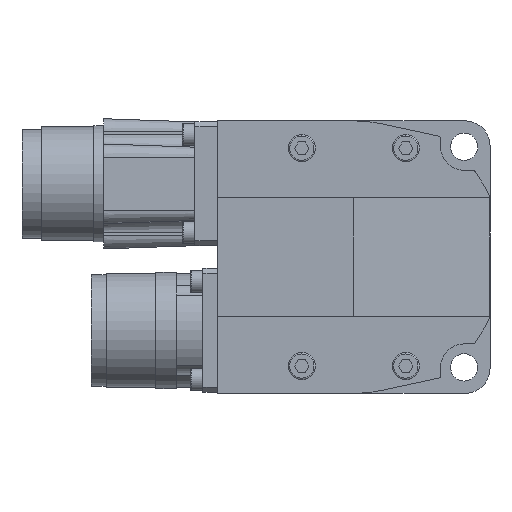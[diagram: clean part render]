
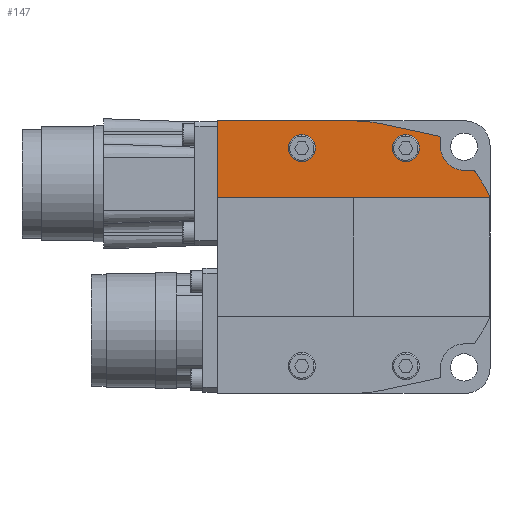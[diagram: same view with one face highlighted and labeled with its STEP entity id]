
A CAD part, left-side view. The second image highlights one B-rep face of the part: STEP entity #147.
In plain terms, the highlighted planar face has unit normal (-1, 0, 0).
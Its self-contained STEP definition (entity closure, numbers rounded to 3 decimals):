
#147=ADVANCED_FACE('',(#569,#570,#571),#572,.T.);
#569=FACE_OUTER_BOUND('',#1357,.T.);
#570=FACE_BOUND('',#1358,.T.);
#571=FACE_BOUND('',#1359,.T.);
#572=PLANE('',#1360);
#1357=EDGE_LOOP('',(#2450,#2451,#2452,#2453,#2454,#2455,#2456,#2457,#2458,#2459,#2460,#2461));
#1358=EDGE_LOOP('',(#2462,#2463));
#1359=EDGE_LOOP('',(#2464,#2465));
#1360=AXIS2_PLACEMENT_3D('',#2466,#2467,#2468);
#2450=ORIENTED_EDGE('',*,*,#5006,.T.);
#2451=ORIENTED_EDGE('',*,*,#5013,.F.);
#2452=ORIENTED_EDGE('',*,*,#5014,.F.);
#2453=ORIENTED_EDGE('',*,*,#5015,.F.);
#2454=ORIENTED_EDGE('',*,*,#5016,.F.);
#2455=ORIENTED_EDGE('',*,*,#5017,.F.);
#2456=ORIENTED_EDGE('',*,*,#5018,.F.);
#2457=ORIENTED_EDGE('',*,*,#5019,.F.);
#2458=ORIENTED_EDGE('',*,*,#5020,.F.);
#2459=ORIENTED_EDGE('',*,*,#5021,.F.);
#2460=ORIENTED_EDGE('',*,*,#5022,.F.);
#2461=ORIENTED_EDGE('',*,*,#5008,.F.);
#2462=ORIENTED_EDGE('',*,*,#4883,.T.);
#2463=ORIENTED_EDGE('',*,*,#4923,.T.);
#2464=ORIENTED_EDGE('',*,*,#4892,.T.);
#2465=ORIENTED_EDGE('',*,*,#4920,.T.);
#2466=CARTESIAN_POINT('',(-7.0,0.0,0.0));
#2467=DIRECTION('',(-1.0,0.0,0.0));
#2468=DIRECTION('',(0.0,0.0,1.0));
#4883=EDGE_CURVE('',#5764,#5762,#5765,.T.);
#4892=EDGE_CURVE('',#5781,#5779,#5782,.T.);
#4920=EDGE_CURVE('',#5779,#5781,#5827,.T.);
#4923=EDGE_CURVE('',#5762,#5764,#5830,.T.);
#5006=EDGE_CURVE('',#5968,#5960,#5969,.T.);
#5008=EDGE_CURVE('',#5968,#5971,#5972,.T.);
#5013=EDGE_CURVE('',#5980,#5960,#5981,.T.);
#5014=EDGE_CURVE('',#5982,#5980,#5983,.T.);
#5015=EDGE_CURVE('',#5984,#5982,#5985,.T.);
#5016=EDGE_CURVE('',#5986,#5984,#5987,.T.);
#5017=EDGE_CURVE('',#5988,#5986,#5989,.T.);
#5018=EDGE_CURVE('',#5990,#5988,#5991,.T.);
#5019=EDGE_CURVE('',#5992,#5990,#5993,.T.);
#5020=EDGE_CURVE('',#5994,#5992,#5995,.T.);
#5021=EDGE_CURVE('',#5996,#5994,#5997,.T.);
#5022=EDGE_CURVE('',#5971,#5996,#5998,.T.);
#5762=VERTEX_POINT('',#7214);
#5764=VERTEX_POINT('',#7217);
#5765=CIRCLE('',#7218,2.75);
#5779=VERTEX_POINT('',#7233);
#5781=VERTEX_POINT('',#7236);
#5782=CIRCLE('',#7237,2.75);
#5827=CIRCLE('',#7287,2.75);
#5830=CIRCLE('',#7290,2.75);
#5960=VERTEX_POINT('',#7496);
#5968=VERTEX_POINT('',#7509);
#5969=LINE('',#7510,#7511);
#5971=VERTEX_POINT('',#7514);
#5972=LINE('',#7515,#7516);
#5980=VERTEX_POINT('',#7528);
#5981=LINE('',#7529,#7530);
#5982=VERTEX_POINT('',#7531);
#5983=CIRCLE('',#7532,30.);
#5984=VERTEX_POINT('',#7533);
#5985=CIRCLE('',#7534,0.5);
#5986=VERTEX_POINT('',#7535);
#5987=LINE('',#7536,#7537);
#5988=VERTEX_POINT('',#7538);
#5989=CIRCLE('',#7539,4.75);
#5990=VERTEX_POINT('',#7540);
#5991=LINE('',#7541,#7542);
#5992=VERTEX_POINT('',#7543);
#5993=CIRCLE('',#7544,0.5);
#5994=VERTEX_POINT('',#7545);
#5995=LINE('',#7546,#7547);
#5996=VERTEX_POINT('',#7548);
#5997=CIRCLE('',#7549,27.5);
#5998=LINE('',#7550,#7551);
#7214=CARTESIAN_POINT('',(-7.0,-7.75,22.0));
#7217=CARTESIAN_POINT('',(-7.0,-13.25,22.0));
#7218=AXIS2_PLACEMENT_3D('',#9135,#9136,#9137);
#7233=CARTESIAN_POINT('',(-7.0,13.25,22.0));
#7236=CARTESIAN_POINT('',(-7.0,7.75,22.0));
#7237=AXIS2_PLACEMENT_3D('',#9158,#9159,#9160);
#7287=AXIS2_PLACEMENT_3D('',#9232,#9233,#9234);
#7290=AXIS2_PLACEMENT_3D('',#9241,#9242,#9243);
#7496=CARTESIAN_POINT('',(-7.0,-27.5,11.97));
#7509=CARTESIAN_POINT('',(-7.0,27.5,11.97));
#7510=CARTESIAN_POINT('',(-7.0,0.0,11.97));
#7511=VECTOR('',#9328,1.0);
#7514=CARTESIAN_POINT('',(-7.0,27.5,27.5));
#7515=CARTESIAN_POINT('',(-7.0,27.5,27.5));
#7516=VECTOR('',#9330,1.0);
#7528=CARTESIAN_POINT('',(-7.0,-27.5,11.99));
#7529=CARTESIAN_POINT('',(-7.0,-27.5,-11.99));
#7530=VECTOR('',#9335,1.0);
#7531=CARTESIAN_POINT('',(-7.0,-24.501,17.312));
#7532=AXIS2_PLACEMENT_3D('',#9336,#9337,#9338);
#7533=CARTESIAN_POINT('',(-7.0,-24.092,17.524));
#7534=AXIS2_PLACEMENT_3D('',#9339,#9340,#9341);
#7535=CARTESIAN_POINT('',(-7.0,-22.274,17.524));
#7536=CARTESIAN_POINT('',(-7.0,-24.092,17.524));
#7537=VECTOR('',#9342,1.0);
#7538=CARTESIAN_POINT('',(-7.0,-17.524,22.274));
#7539=AXIS2_PLACEMENT_3D('',#9343,#9344,#9345);
#7540=CARTESIAN_POINT('',(-7.0,-17.524,23.946));
#7541=CARTESIAN_POINT('',(-7.0,-17.524,22.274));
#7542=VECTOR('',#9346,1.0);
#7543=CARTESIAN_POINT('',(-7.0,-17.129,24.435));
#7544=AXIS2_PLACEMENT_3D('',#9347,#9348,#9349);
#7545=CARTESIAN_POINT('',(-7.0,-5.804,26.88));
#7546=CARTESIAN_POINT('',(-7.0,-17.129,24.435));
#7547=VECTOR('',#9350,1.0);
#7548=CARTESIAN_POINT('',(-7.0,0.,27.5));
#7549=AXIS2_PLACEMENT_3D('',#9351,#9352,#9353);
#7550=CARTESIAN_POINT('',(-7.0,0.0,27.5));
#7551=VECTOR('',#9354,1.0);
#9135=CARTESIAN_POINT('',(-7.0,-10.5,22.0));
#9136=DIRECTION('',(1.0,0.0,0.0));
#9137=DIRECTION('',(0.0,1.0,0.0));
#9158=CARTESIAN_POINT('',(-7.0,10.5,22.0));
#9159=DIRECTION('',(1.0,0.0,0.0));
#9160=DIRECTION('',(0.0,1.0,0.0));
#9232=CARTESIAN_POINT('',(-7.0,10.5,22.0));
#9233=DIRECTION('',(1.0,0.0,0.0));
#9234=DIRECTION('',(0.0,1.0,0.0));
#9241=CARTESIAN_POINT('',(-7.0,-10.5,22.0));
#9242=DIRECTION('',(1.0,0.0,0.0));
#9243=DIRECTION('',(0.0,1.0,0.0));
#9328=DIRECTION('',(0.0,-1.0,0.0));
#9330=DIRECTION('',(0.0,0.0,1.0));
#9335=DIRECTION('',(0.0,0.0,-1.0));
#9336=CARTESIAN_POINT('',(-7.0,0.,0.));
#9337=DIRECTION('',(1.0,0.0,0.0));
#9338=DIRECTION('',(0.0,-0.917,0.4));
#9339=CARTESIAN_POINT('',(-7.0,-24.092,17.024));
#9340=DIRECTION('',(1.0,0.0,0.0));
#9341=DIRECTION('',(0.0,-0.817,0.577));
#9342=DIRECTION('',(0.0,-1.0,0.0));
#9343=CARTESIAN_POINT('',(-7.0,-22.274,22.274));
#9344=DIRECTION('',(-1.0,0.0,0.0));
#9345=DIRECTION('',(0.0,0.,-1.0));
#9346=DIRECTION('',(0.0,0.0,-1.0));
#9347=CARTESIAN_POINT('',(-7.0,-17.024,23.946));
#9348=DIRECTION('',(1.0,0.0,0.0));
#9349=DIRECTION('',(0.0,-1.0,0.));
#9350=DIRECTION('',(0.0,-0.977,-0.211));
#9351=CARTESIAN_POINT('',(-7.0,0.,0.));
#9352=DIRECTION('',(1.0,0.0,0.0));
#9353=DIRECTION('',(0.0,-0.211,0.977));
#9354=DIRECTION('',(0.0,-1.0,0.0));
